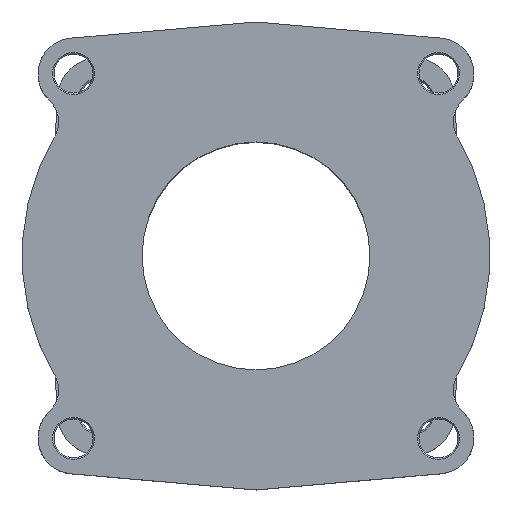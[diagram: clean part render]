
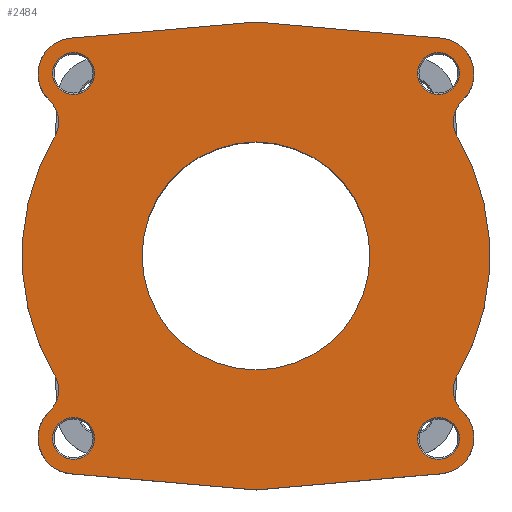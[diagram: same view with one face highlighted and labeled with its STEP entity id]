
A CAD part, top view. The second image highlights one B-rep face of the part: STEP entity #2484.
In plain terms, the highlighted planar face has unit normal (0, 0, 1).
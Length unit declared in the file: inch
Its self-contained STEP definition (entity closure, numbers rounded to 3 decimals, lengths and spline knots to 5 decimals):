
#9=DIRECTION('',(-0.996,-0.087,0.));
#10=VECTOR('',#9,1.92988);
#11=CARTESIAN_POINT('',(-0.0054,2.43703,2.687));
#12=LINE('',#11,#10);
#532=CARTESIAN_POINT('',(0.,0.,2.687));
#533=DIRECTION('',(0.,0.,-1.));
#534=DIRECTION('',(-1.,0.,0.));
#535=AXIS2_PLACEMENT_3D('',#532,#533,#534);
#546=CARTESIAN_POINT('',(0.,0.,2.687));
#547=DIRECTION('',(0.,0.,-1.));
#548=DIRECTION('',(1.,0.,0.));
#549=AXIS2_PLACEMENT_3D('',#546,#547,#548);
#551=CARTESIAN_POINT('',(1.90035,-1.90035,2.687));
#552=DIRECTION('',(0.,0.,-1.));
#553=DIRECTION('',(0.,1.,0.));
#554=AXIS2_PLACEMENT_3D('',#551,#552,#553);
#556=CARTESIAN_POINT('',(1.90035,-1.90035,2.687));
#557=DIRECTION('',(0.,0.,-1.));
#558=DIRECTION('',(0.,-1.,0.));
#559=AXIS2_PLACEMENT_3D('',#556,#557,#558);
#561=CARTESIAN_POINT('',(-1.90035,-1.90035,2.687));
#562=DIRECTION('',(0.,0.,-1.));
#563=DIRECTION('',(-1.,0.,0.));
#564=AXIS2_PLACEMENT_3D('',#561,#562,#563);
#566=CARTESIAN_POINT('',(-1.90035,-1.90035,2.687));
#567=DIRECTION('',(0.,0.,-1.));
#568=DIRECTION('',(1.,0.,0.));
#569=AXIS2_PLACEMENT_3D('',#566,#567,#568);
#571=CARTESIAN_POINT('',(-1.90035,1.90035,2.687));
#572=DIRECTION('',(0.,0.,-1.));
#573=DIRECTION('',(0.,-1.,0.));
#574=AXIS2_PLACEMENT_3D('',#571,#572,#573);
#576=CARTESIAN_POINT('',(-1.90035,1.90035,2.687));
#577=DIRECTION('',(0.,0.,-1.));
#578=DIRECTION('',(0.,1.,0.));
#579=AXIS2_PLACEMENT_3D('',#576,#577,#578);
#581=CARTESIAN_POINT('',(1.90035,1.90035,2.687));
#582=DIRECTION('',(0.,0.,-1.));
#583=DIRECTION('',(-1.,0.,0.));
#584=AXIS2_PLACEMENT_3D('',#581,#582,#583);
#586=CARTESIAN_POINT('',(1.90035,1.90035,2.687));
#587=DIRECTION('',(0.,0.,-1.));
#588=DIRECTION('',(1.,0.,0.));
#589=AXIS2_PLACEMENT_3D('',#586,#587,#588);
#596=CARTESIAN_POINT('',(0.,2.37526,2.687));
#597=DIRECTION('',(0.,0.,-1.));
#598=DIRECTION('',(-0.087,0.996,0.));
#599=AXIS2_PLACEMENT_3D('',#596,#597,#598);
#611=DIRECTION('',(-0.996,0.087,0.));
#612=VECTOR('',#611,1.92988);
#613=CARTESIAN_POINT('',(1.92794,2.26883,2.687));
#614=LINE('',#613,#612);
#650=CARTESIAN_POINT('',(1.89525,1.89525,2.687));
#651=DIRECTION('',(0.,0.,1.));
#652=DIRECTION('',(0.689,-0.725,0.));
#653=AXIS2_PLACEMENT_3D('',#650,#651,#652);
#678=CARTESIAN_POINT('',(2.36881,1.39686,2.687));
#679=DIRECTION('',(0.,0.,1.));
#680=DIRECTION('',(-0.689,0.725,0.));
#681=AXIS2_PLACEMENT_3D('',#678,#679,#680);
#692=CARTESIAN_POINT('',(0.,0.,2.687));
#693=DIRECTION('',(0.,0.,1.));
#694=DIRECTION('',(0.861,-0.508,0.));
#695=AXIS2_PLACEMENT_3D('',#692,#693,#694);
#706=CARTESIAN_POINT('',(2.36881,-1.39686,2.687));
#707=DIRECTION('',(0.,0.,1.));
#708=DIRECTION('',(-0.861,0.508,0.));
#709=AXIS2_PLACEMENT_3D('',#706,#707,#708);
#739=CARTESIAN_POINT('',(1.89525,-1.89525,2.687));
#740=DIRECTION('',(0.,0.,1.));
#741=DIRECTION('',(0.087,-0.996,0.));
#742=AXIS2_PLACEMENT_3D('',#739,#740,#741);
#794=DIRECTION('',(0.996,0.087,0.));
#795=VECTOR('',#794,1.92988);
#796=CARTESIAN_POINT('',(0.0054,-2.43703,2.687));
#797=LINE('',#796,#795);
#813=CARTESIAN_POINT('',(0.,-2.37526,2.687));
#814=DIRECTION('',(0.,0.,1.));
#815=DIRECTION('',(-0.087,-0.996,0.));
#816=AXIS2_PLACEMENT_3D('',#813,#814,#815);
#828=DIRECTION('',(0.996,-0.087,0.));
#829=VECTOR('',#828,1.92988);
#830=CARTESIAN_POINT('',(-1.92794,-2.26883,2.687));
#831=LINE('',#830,#829);
#867=CARTESIAN_POINT('',(-1.89525,-1.89525,2.687));
#868=DIRECTION('',(0.,0.,1.));
#869=DIRECTION('',(-0.689,0.725,0.));
#870=AXIS2_PLACEMENT_3D('',#867,#868,#869);
#895=CARTESIAN_POINT('',(-2.36881,-1.39686,2.687));
#896=DIRECTION('',(0.,0.,1.));
#897=DIRECTION('',(0.689,-0.725,0.));
#898=AXIS2_PLACEMENT_3D('',#895,#896,#897);
#909=CARTESIAN_POINT('',(0.,0.,2.687));
#910=DIRECTION('',(0.,0.,1.));
#911=DIRECTION('',(-0.861,0.508,0.));
#912=AXIS2_PLACEMENT_3D('',#909,#910,#911);
#923=CARTESIAN_POINT('',(-2.36881,1.39686,2.687));
#924=DIRECTION('',(0.,0.,1.));
#925=DIRECTION('',(0.861,-0.508,0.));
#926=AXIS2_PLACEMENT_3D('',#923,#924,#925);
#956=CARTESIAN_POINT('',(-1.89525,1.89525,2.687));
#957=DIRECTION('',(0.,0.,1.));
#958=DIRECTION('',(-0.087,0.996,0.));
#959=AXIS2_PLACEMENT_3D('',#956,#957,#958);
#1445=CARTESIAN_POINT('',(-0.0054,2.43703,2.687));
#1446=CARTESIAN_POINT('',(-1.92794,2.26883,2.687));
#1447=VERTEX_POINT('',#1445);
#1448=VERTEX_POINT('',#1446);
#1449=CARTESIAN_POINT('',(-2.15356,1.6234,2.687));
#1450=VERTEX_POINT('',#1449);
#1451=CARTESIAN_POINT('',(-2.09963,1.23813,2.687));
#1452=VERTEX_POINT('',#1451);
#1453=CARTESIAN_POINT('',(-2.09963,-1.23813,2.687));
#1454=VERTEX_POINT('',#1453);
#1455=CARTESIAN_POINT('',(-2.15356,-1.6234,2.687));
#1456=VERTEX_POINT('',#1455);
#1457=CARTESIAN_POINT('',(-1.92794,-2.26883,2.687));
#1458=VERTEX_POINT('',#1457);
#1459=CARTESIAN_POINT('',(-0.0054,-2.43703,2.687));
#1460=VERTEX_POINT('',#1459);
#1461=CARTESIAN_POINT('',(0.0054,-2.43703,2.687));
#1462=CARTESIAN_POINT('',(1.92794,-2.26883,2.687));
#1463=VERTEX_POINT('',#1461);
#1464=VERTEX_POINT('',#1462);
#1465=CARTESIAN_POINT('',(2.15356,-1.6234,2.687));
#1466=VERTEX_POINT('',#1465);
#1467=CARTESIAN_POINT('',(2.09963,-1.23813,2.687));
#1468=VERTEX_POINT('',#1467);
#1469=CARTESIAN_POINT('',(2.09963,1.23813,2.687));
#1470=VERTEX_POINT('',#1469);
#1471=CARTESIAN_POINT('',(2.15356,1.6234,2.687));
#1472=VERTEX_POINT('',#1471);
#1473=CARTESIAN_POINT('',(1.92794,2.26883,2.687));
#1474=VERTEX_POINT('',#1473);
#1475=CARTESIAN_POINT('',(0.0054,2.43703,2.687));
#1476=VERTEX_POINT('',#1475);
#1481=CARTESIAN_POINT('',(-1.1875,0.,2.687));
#1482=CARTESIAN_POINT('',(1.1875,0.,2.687));
#1483=VERTEX_POINT('',#1481);
#1484=VERTEX_POINT('',#1482);
#1629=CARTESIAN_POINT('',(1.90035,-1.68235,2.687));
#1630=CARTESIAN_POINT('',(1.90035,-2.11835,2.687));
#1631=VERTEX_POINT('',#1629);
#1632=VERTEX_POINT('',#1630);
#1637=CARTESIAN_POINT('',(-2.11835,-1.90035,2.687));
#1638=CARTESIAN_POINT('',(-1.68235,-1.90035,2.687));
#1639=VERTEX_POINT('',#1637);
#1640=VERTEX_POINT('',#1638);
#1645=CARTESIAN_POINT('',(-1.90035,1.68235,2.687));
#1646=CARTESIAN_POINT('',(-1.90035,2.11835,2.687));
#1647=VERTEX_POINT('',#1645);
#1648=VERTEX_POINT('',#1646);
#1653=CARTESIAN_POINT('',(1.68235,1.90035,2.687));
#1654=CARTESIAN_POINT('',(2.11835,1.90035,2.687));
#1655=VERTEX_POINT('',#1653);
#1656=VERTEX_POINT('',#1654);
#2418=CARTESIAN_POINT('',(0.,0.,2.687));
#2419=DIRECTION('',(0.,0.,-1.));
#2420=DIRECTION('',(0.,-1.,0.));
#2421=AXIS2_PLACEMENT_3D('',#2418,#2419,#2420);
#2422=PLANE('',#2421);
#2423=ORIENTED_EDGE('',*,*,#1742,.F.);
#2425=ORIENTED_EDGE('',*,*,#2424,.T.);
#2427=ORIENTED_EDGE('',*,*,#2426,.F.);
#2429=ORIENTED_EDGE('',*,*,#2428,.F.);
#2431=ORIENTED_EDGE('',*,*,#2430,.T.);
#2433=ORIENTED_EDGE('',*,*,#2432,.F.);
#2435=ORIENTED_EDGE('',*,*,#2434,.T.);
#2437=ORIENTED_EDGE('',*,*,#2436,.F.);
#2439=ORIENTED_EDGE('',*,*,#2438,.F.);
#2441=ORIENTED_EDGE('',*,*,#2440,.F.);
#2443=ORIENTED_EDGE('',*,*,#2442,.F.);
#2445=ORIENTED_EDGE('',*,*,#2444,.F.);
#2447=ORIENTED_EDGE('',*,*,#2446,.T.);
#2449=ORIENTED_EDGE('',*,*,#2448,.F.);
#2451=ORIENTED_EDGE('',*,*,#2450,.T.);
#2453=ORIENTED_EDGE('',*,*,#2452,.F.);
#2454=EDGE_LOOP('',(#2423,#2425,#2427,#2429,#2431,#2433,#2435,#2437,#2439,#2441,
#2443,#2445,#2447,#2449,#2451,#2453));
#2455=FACE_OUTER_BOUND('',#2454,.F.);
#2456=ORIENTED_EDGE('',*,*,#2398,.F.);
#2457=ORIENTED_EDGE('',*,*,#2412,.F.);
#2458=EDGE_LOOP('',(#2456,#2457));
#2459=FACE_BOUND('',#2458,.F.);
#2461=ORIENTED_EDGE('',*,*,#2460,.F.);
#2463=ORIENTED_EDGE('',*,*,#2462,.F.);
#2464=EDGE_LOOP('',(#2461,#2463));
#2465=FACE_BOUND('',#2464,.F.);
#2467=ORIENTED_EDGE('',*,*,#2466,.F.);
#2469=ORIENTED_EDGE('',*,*,#2468,.F.);
#2470=EDGE_LOOP('',(#2467,#2469));
#2471=FACE_BOUND('',#2470,.F.);
#2473=ORIENTED_EDGE('',*,*,#2472,.F.);
#2475=ORIENTED_EDGE('',*,*,#2474,.F.);
#2476=EDGE_LOOP('',(#2473,#2475));
#2477=FACE_BOUND('',#2476,.F.);
#2479=ORIENTED_EDGE('',*,*,#2478,.F.);
#2481=ORIENTED_EDGE('',*,*,#2480,.F.);
#2482=EDGE_LOOP('',(#2479,#2481));
#2483=FACE_BOUND('',#2482,.F.);
#536=CIRCLE('',#535,1.1875);
#550=CIRCLE('',#549,1.1875);
#555=CIRCLE('',#554,0.218);
#560=CIRCLE('',#559,0.218);
#565=CIRCLE('',#564,0.218);
#570=CIRCLE('',#569,0.218);
#575=CIRCLE('',#574,0.218);
#580=CIRCLE('',#579,0.218);
#585=CIRCLE('',#584,0.218);
#590=CIRCLE('',#589,0.218);
#600=CIRCLE('',#599,0.062);
#654=CIRCLE('',#653,0.375);
#682=CIRCLE('',#681,0.3125);
#696=CIRCLE('',#695,2.4375);
#710=CIRCLE('',#709,0.3125);
#743=CIRCLE('',#742,0.375);
#817=CIRCLE('',#816,0.062);
#871=CIRCLE('',#870,0.375);
#899=CIRCLE('',#898,0.3125);
#913=CIRCLE('',#912,2.4375);
#927=CIRCLE('',#926,0.3125);
#960=CIRCLE('',#959,0.375);
#1742=EDGE_CURVE('',#1447,#1448,#12,.T.);
#2398=EDGE_CURVE('',#1483,#1484,#536,.T.);
#2412=EDGE_CURVE('',#1484,#1483,#550,.T.);
#2424=EDGE_CURVE('',#1447,#1476,#600,.T.);
#2426=EDGE_CURVE('',#1474,#1476,#614,.T.);
#2428=EDGE_CURVE('',#1472,#1474,#654,.T.);
#2430=EDGE_CURVE('',#1472,#1470,#682,.T.);
#2432=EDGE_CURVE('',#1468,#1470,#696,.T.);
#2434=EDGE_CURVE('',#1468,#1466,#710,.T.);
#2436=EDGE_CURVE('',#1464,#1466,#743,.T.);
#2438=EDGE_CURVE('',#1463,#1464,#797,.T.);
#2440=EDGE_CURVE('',#1460,#1463,#817,.T.);
#2442=EDGE_CURVE('',#1458,#1460,#831,.T.);
#2444=EDGE_CURVE('',#1456,#1458,#871,.T.);
#2446=EDGE_CURVE('',#1456,#1454,#899,.T.);
#2448=EDGE_CURVE('',#1452,#1454,#913,.T.);
#2450=EDGE_CURVE('',#1452,#1450,#927,.T.);
#2452=EDGE_CURVE('',#1448,#1450,#960,.T.);
#2460=EDGE_CURVE('',#1631,#1632,#555,.T.);
#2462=EDGE_CURVE('',#1632,#1631,#560,.T.);
#2466=EDGE_CURVE('',#1639,#1640,#565,.T.);
#2468=EDGE_CURVE('',#1640,#1639,#570,.T.);
#2472=EDGE_CURVE('',#1647,#1648,#575,.T.);
#2474=EDGE_CURVE('',#1648,#1647,#580,.T.);
#2478=EDGE_CURVE('',#1655,#1656,#585,.T.);
#2480=EDGE_CURVE('',#1656,#1655,#590,.T.);
#2484=ADVANCED_FACE('',(#2455,#2459,#2465,#2471,#2477,#2483),#2422,.F.);
